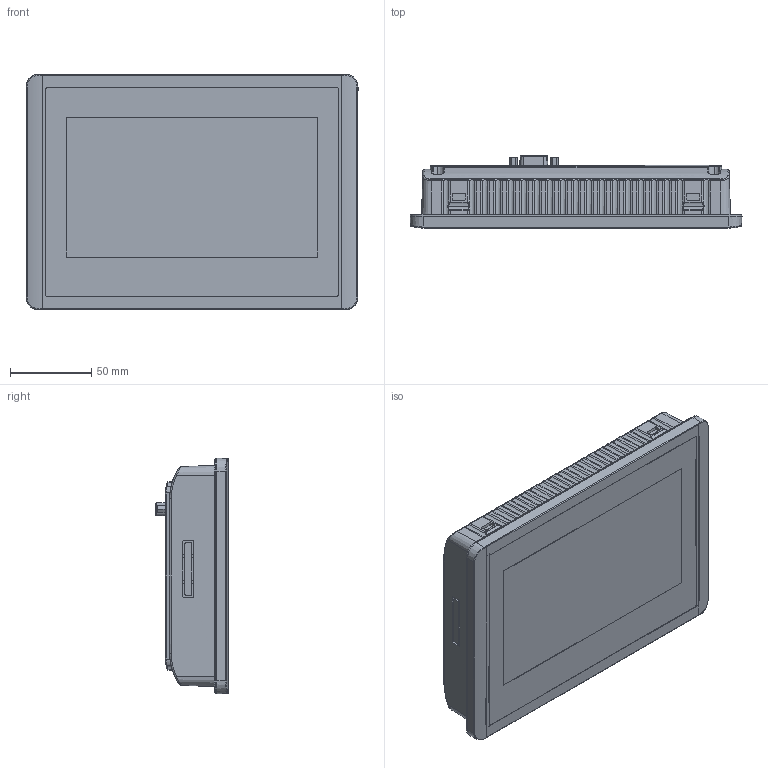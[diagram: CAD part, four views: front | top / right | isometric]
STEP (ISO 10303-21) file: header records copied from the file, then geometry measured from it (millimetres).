
FILE_DESCRIPTION (( 'STEP AP214' ), '1' );
FILE_NAME ('ETG-A8TS-HSSN-S-070_Ïàíåëü îïåðàòîðà ETG 7” áàçîâàÿ ïëàñòèêîâûé êîðïóñ ONI.STEP', '2018-09-24T12:06:33', ( '' ), ( '' ), 'SwSTEP 2.0', 'SolidWorks 2014', '' );
FILE_SCHEMA (( 'AUTOMOTIVE_DESIGN' ));
Length unit declared in the file: millimetre
Products named in the file (1): ETG-A8TS-HSSN-S-070_Ïàíåëü îïåðàòîðà ETG 7” áàçîâàÿ ïëàñòèêîâûé êîðïóñ ONI
Bounding box: 204 x 44.4 x 145 mm (x, y, z)
Surface area: 159472 mm2 (no closed solid volume)
Topology: 0 solids, 11 shells, 882 faces, 2614 edges, 1720 vertices
Faces by surface type: bspline 260, plane 233, cylinder 228, cone 102, torus 48, sphere 11
Entity records: 58824 total; most frequent: CARTESIAN_POINT 29519, ORIENTED_EDGE 4557, DIRECTION 2823, EDGE_CURVE 2608, VERTEX_POINT 1718, B_SPLINE_CURVE_WITH_KNOTS 1298, VECTOR 975, LINE 975
